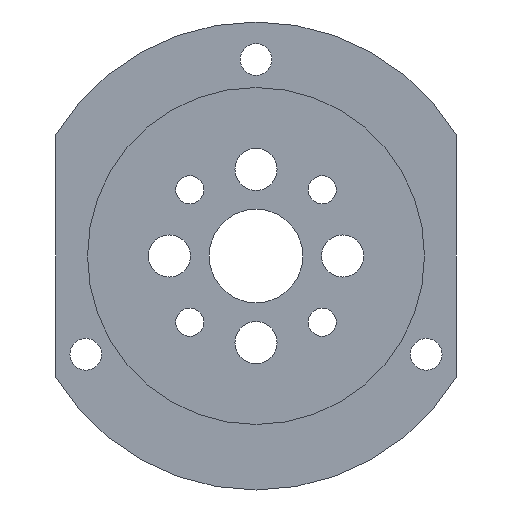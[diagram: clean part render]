
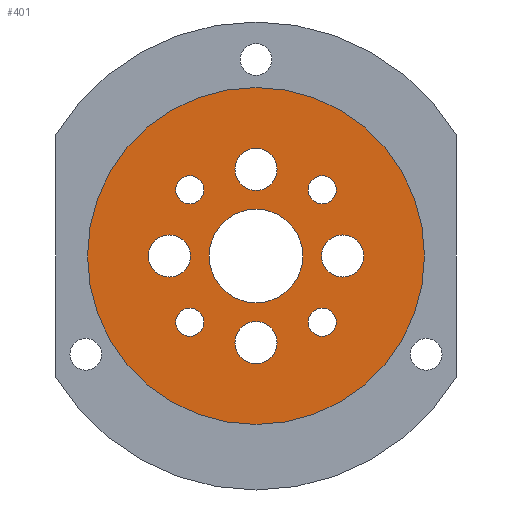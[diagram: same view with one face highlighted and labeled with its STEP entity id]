
A CAD part, left-side view. The second image highlights one B-rep face of the part: STEP entity #401.
In plain terms, the highlighted planar face has unit normal (-1, 0, 0).
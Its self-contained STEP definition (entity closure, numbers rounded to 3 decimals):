
#27=FACE_BOUND('',#135,.T.);
#28=FACE_BOUND('',#136,.T.);
#29=FACE_BOUND('',#137,.T.);
#30=FACE_BOUND('',#138,.T.);
#31=FACE_BOUND('',#139,.T.);
#32=FACE_BOUND('',#140,.T.);
#33=FACE_BOUND('',#141,.T.);
#34=FACE_BOUND('',#142,.T.);
#35=FACE_BOUND('',#143,.T.);
#59=CIRCLE('',#446,4.5);
#60=CIRCLE('',#448,4.5);
#61=CIRCLE('',#450,4.5);
#62=CIRCLE('',#452,4.5);
#63=CIRCLE('',#454,10.);
#64=CIRCLE('',#456,3.);
#65=CIRCLE('',#458,3.);
#66=CIRCLE('',#460,3.);
#67=CIRCLE('',#462,3.);
#68=CIRCLE('',#464,36.);
#102=FACE_OUTER_BOUND('',#134,.T.);
#134=EDGE_LOOP('',(#357));
#135=EDGE_LOOP('',(#358));
#136=EDGE_LOOP('',(#359));
#137=EDGE_LOOP('',(#360));
#138=EDGE_LOOP('',(#361));
#139=EDGE_LOOP('',(#362));
#140=EDGE_LOOP('',(#363));
#141=EDGE_LOOP('',(#364));
#142=EDGE_LOOP('',(#365));
#143=EDGE_LOOP('',(#366));
#215=VERTEX_POINT('',#654);
#216=VERTEX_POINT('',#658);
#217=VERTEX_POINT('',#662);
#218=VERTEX_POINT('',#666);
#219=VERTEX_POINT('',#670);
#220=VERTEX_POINT('',#674);
#221=VERTEX_POINT('',#678);
#222=VERTEX_POINT('',#682);
#223=VERTEX_POINT('',#686);
#224=VERTEX_POINT('',#690);
#257=EDGE_CURVE('',#215,#215,#59,.T.);
#259=EDGE_CURVE('',#216,#216,#60,.T.);
#261=EDGE_CURVE('',#217,#217,#61,.T.);
#263=EDGE_CURVE('',#218,#218,#62,.T.);
#264=EDGE_CURVE('',#219,#219,#63,.T.);
#266=EDGE_CURVE('',#220,#220,#64,.T.);
#268=EDGE_CURVE('',#221,#221,#65,.T.);
#270=EDGE_CURVE('',#222,#222,#66,.T.);
#272=EDGE_CURVE('',#223,#223,#67,.T.);
#274=EDGE_CURVE('',#224,#224,#68,.T.);
#357=ORIENTED_EDGE('',*,*,#274,.F.);
#358=ORIENTED_EDGE('',*,*,#257,.T.);
#359=ORIENTED_EDGE('',*,*,#259,.T.);
#360=ORIENTED_EDGE('',*,*,#261,.T.);
#361=ORIENTED_EDGE('',*,*,#263,.T.);
#362=ORIENTED_EDGE('',*,*,#272,.T.);
#363=ORIENTED_EDGE('',*,*,#270,.T.);
#364=ORIENTED_EDGE('',*,*,#268,.T.);
#365=ORIENTED_EDGE('',*,*,#266,.T.);
#366=ORIENTED_EDGE('',*,*,#264,.T.);
#382=PLANE('',#463);
#401=ADVANCED_FACE('',(#102,#27,#28,#29,#30,#31,#32,#33,#34,#35),#382,.T.);
#446=AXIS2_PLACEMENT_3D('',#656,#538,#539);
#448=AXIS2_PLACEMENT_3D('',#660,#543,#544);
#450=AXIS2_PLACEMENT_3D('',#664,#548,#549);
#452=AXIS2_PLACEMENT_3D('',#668,#553,#554);
#454=AXIS2_PLACEMENT_3D('',#671,#557,#558);
#456=AXIS2_PLACEMENT_3D('',#675,#562,#563);
#458=AXIS2_PLACEMENT_3D('',#679,#567,#568);
#460=AXIS2_PLACEMENT_3D('',#683,#572,#573);
#462=AXIS2_PLACEMENT_3D('',#687,#577,#578);
#463=AXIS2_PLACEMENT_3D('',#689,#580,#581);
#464=AXIS2_PLACEMENT_3D('',#691,#582,#583);
#538=DIRECTION('center_axis',(1.,0.,0.));
#539=DIRECTION('ref_axis',(0.,1.,0.));
#543=DIRECTION('center_axis',(1.,0.,0.));
#544=DIRECTION('ref_axis',(0.,1.,0.));
#548=DIRECTION('center_axis',(1.,0.,0.));
#549=DIRECTION('ref_axis',(0.,1.,0.));
#553=DIRECTION('center_axis',(1.,0.,0.));
#554=DIRECTION('ref_axis',(0.,1.,0.));
#557=DIRECTION('center_axis',(1.,0.,0.));
#558=DIRECTION('ref_axis',(0.,-1.,0.));
#562=DIRECTION('center_axis',(1.,0.,0.));
#563=DIRECTION('ref_axis',(0.,-1.,0.));
#567=DIRECTION('center_axis',(1.,0.,0.));
#568=DIRECTION('ref_axis',(0.,-1.,0.));
#572=DIRECTION('center_axis',(1.,0.,0.));
#573=DIRECTION('ref_axis',(0.,-1.,0.));
#577=DIRECTION('center_axis',(1.,0.,0.));
#578=DIRECTION('ref_axis',(0.,-1.,0.));
#580=DIRECTION('center_axis',(-1.,0.,0.));
#581=DIRECTION('ref_axis',(0.,-1.,0.));
#582=DIRECTION('center_axis',(1.,0.,0.));
#583=DIRECTION('ref_axis',(0.,1.,0.));
#654=CARTESIAN_POINT('',(60.5,-23.,0.));
#656=CARTESIAN_POINT('Origin',(60.5,-18.5,0.));
#658=CARTESIAN_POINT('',(60.5,14.,0.));
#660=CARTESIAN_POINT('Origin',(60.5,18.5,0.));
#662=CARTESIAN_POINT('',(60.5,-4.5,18.5));
#664=CARTESIAN_POINT('Origin',(60.5,0.,18.5));
#666=CARTESIAN_POINT('',(60.5,-4.5,-18.5));
#668=CARTESIAN_POINT('Origin',(60.5,0.,-18.5));
#670=CARTESIAN_POINT('',(60.5,10.,0.));
#671=CARTESIAN_POINT('Origin',(60.5,0.,0.));
#674=CARTESIAN_POINT('',(60.5,-11.14,14.14));
#675=CARTESIAN_POINT('Origin',(60.5,-14.14,14.14));
#678=CARTESIAN_POINT('',(60.5,-11.14,-14.14));
#679=CARTESIAN_POINT('Origin',(60.5,-14.14,-14.14));
#682=CARTESIAN_POINT('',(60.5,17.14,14.14));
#683=CARTESIAN_POINT('Origin',(60.5,14.14,14.14));
#686=CARTESIAN_POINT('',(60.5,17.14,-14.14));
#687=CARTESIAN_POINT('Origin',(60.5,14.14,-14.14));
#689=CARTESIAN_POINT('Origin',(60.5,0.,0.));
#690=CARTESIAN_POINT('',(60.5,-36.,0.));
#691=CARTESIAN_POINT('Origin',(60.5,0.,0.));
